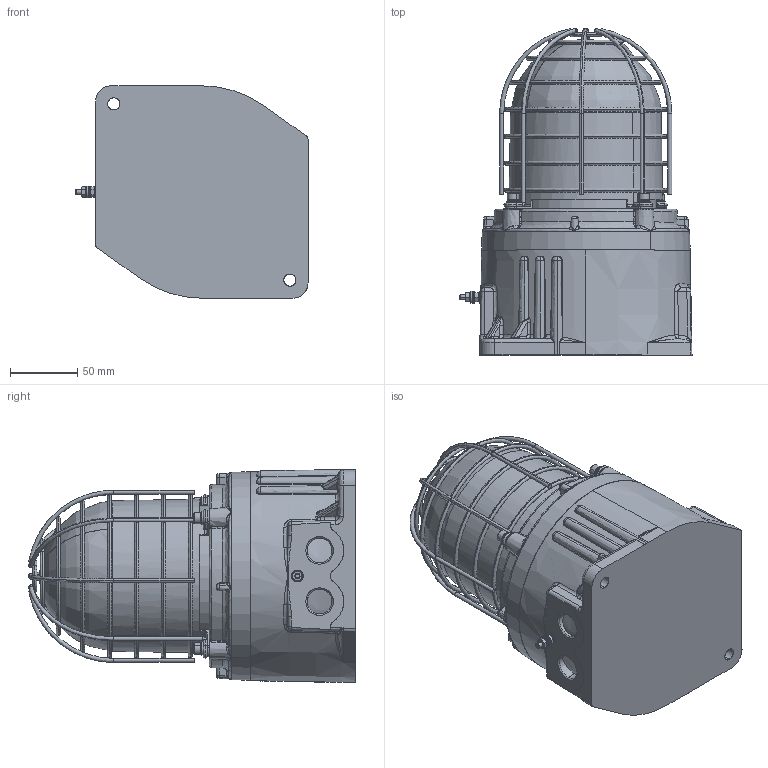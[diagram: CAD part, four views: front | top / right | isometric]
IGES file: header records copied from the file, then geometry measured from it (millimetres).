
Start section: SolidWorks IGES file using analytic representation for surfaces
Global section: file name: SK0417_Issue_A.IGS; native system: SolidWorks 2016; preprocessor: SolidWorks 2016; author: richard.potts; date: 151218.085756; units: millimetre
Bounding box: 172.34 x 242.48 x 158.54 mm (x, y, z)
Surface area: 296118.7 mm2 (no closed solid volume)
Topology: 0 solids, 0 shells, 1103 faces, 12465 edges, 12416 vertices
Faces by surface type: bspline 696, revolution 407
